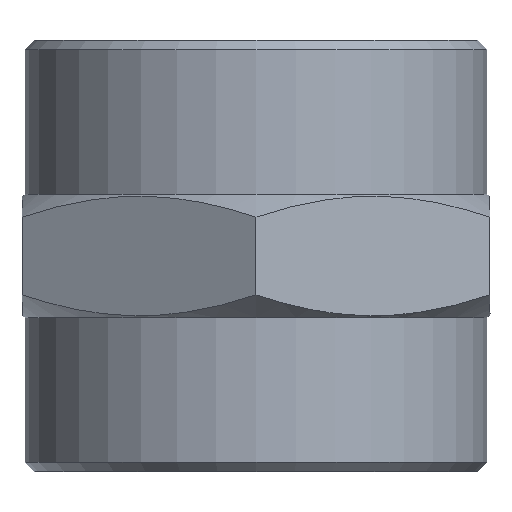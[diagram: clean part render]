
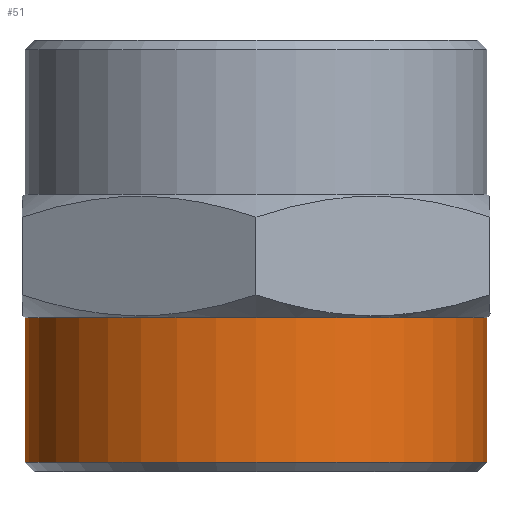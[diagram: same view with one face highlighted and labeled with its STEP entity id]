
A CAD part, left-side view. The second image highlights one B-rep face of the part: STEP entity #51.
In plain terms, the highlighted cylindrical face has radius 18.75 mm (diameter 37.5 mm), a full revolution.
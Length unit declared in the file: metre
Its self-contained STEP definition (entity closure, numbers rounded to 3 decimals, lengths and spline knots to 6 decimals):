
#51 = ADVANCED_FACE( 'NONE', ( #110, #111 ), #112, .T. );
#110 = FACE_OUTER_BOUND( '', #179, .T. );
#111 = FACE_OUTER_BOUND( '', #180, .T. );
#112 = CYLINDRICAL_SURFACE( '', #181, 0.01875 );
#179 = EDGE_LOOP( '', ( #258 ) );
#180 = EDGE_LOOP( '', ( #259 ) );
#181 = AXIS2_PLACEMENT_3D( '', #260, #261, #262 );
#258 = ORIENTED_EDGE( '', *, *, #367, .T. );
#259 = ORIENTED_EDGE( '', *, *, #368, .T. );
#260 = CARTESIAN_POINT( '', ( 0., 0., 0. ) );
#261 = DIRECTION( '', ( 0., 0., -1. ) );
#262 = DIRECTION( '', ( 1., 0., 0. ) );
#367 = EDGE_CURVE( 'NONE', #426, #426, #427, .T. );
#368 = EDGE_CURVE( 'NONE', #428, #428, #429, .T. );
#426 = VERTEX_POINT( '', #585 );
#427 = CIRCLE( '', #586, 0.01875 );
#428 = VERTEX_POINT( '', #587 );
#429 = CIRCLE( '', #588, 0.01875 );
#585 = CARTESIAN_POINT( '', ( 0.01875, 0., 0. ) );
#586 = AXIS2_PLACEMENT_3D( '', #818, #819, #820 );
#587 = CARTESIAN_POINT( '', ( -0.01875, 0., -0.01175 ) );
#588 = AXIS2_PLACEMENT_3D( '', #821, #822, #823 );
#818 = CARTESIAN_POINT( '', ( 0., 0., 0. ) );
#819 = DIRECTION( '', ( 0., 0., -1. ) );
#820 = DIRECTION( '', ( 1., 0., 0. ) );
#821 = CARTESIAN_POINT( '', ( 0., 0., -0.01175 ) );
#822 = DIRECTION( '', ( 0., 0., 1. ) );
#823 = DIRECTION( '', ( -1., 0., 0. ) );
